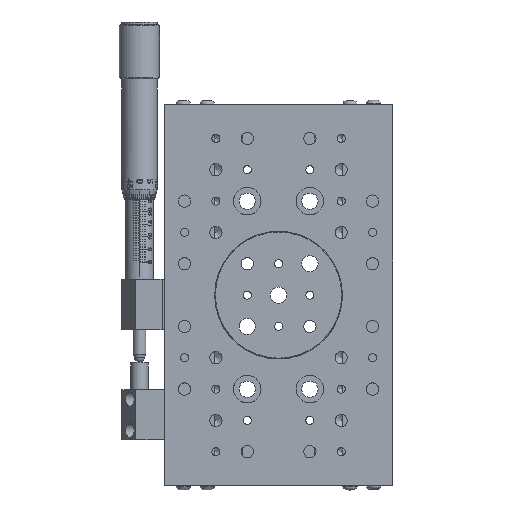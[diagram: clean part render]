
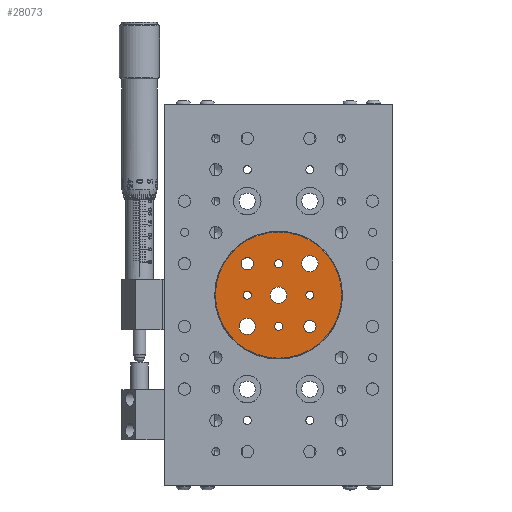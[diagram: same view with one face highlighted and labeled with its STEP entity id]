
A CAD part, top view. The second image highlights one B-rep face of the part: STEP entity #28073.
In plain terms, the highlighted planar face has unit normal (0, 0, 1).
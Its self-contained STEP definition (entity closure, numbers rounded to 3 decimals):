
#5921=PLANE($,#29949);
#6893=FACE_BOUND($,#9390,.T.);
#6894=FACE_BOUND($,#9391,.T.);
#6895=FACE_BOUND($,#9392,.T.);
#6896=FACE_BOUND($,#9393,.T.);
#6897=FACE_BOUND($,#9394,.T.);
#6898=FACE_BOUND($,#9395,.T.);
#6899=FACE_BOUND($,#9396,.T.);
#6900=FACE_BOUND($,#9397,.T.);
#6901=FACE_BOUND($,#9398,.T.);
#6902=FACE_BOUND($,#9399,.T.);
#9390=EDGE_LOOP($,(#19833));
#9391=EDGE_LOOP($,(#19834));
#9392=EDGE_LOOP($,(#19835));
#9393=EDGE_LOOP($,(#19836));
#9394=EDGE_LOOP($,(#19837));
#9395=EDGE_LOOP($,(#19838));
#9396=EDGE_LOOP($,(#19839));
#9397=EDGE_LOOP($,(#19840));
#9398=EDGE_LOOP($,(#19841));
#9399=EDGE_LOOP($,(#19842));
#11600=CIRCLE($,#29912,1.621);
#11601=CIRCLE($,#29914,1.621);
#11602=CIRCLE($,#29916,1.621);
#11603=CIRCLE($,#29918,1.621);
#11604=CIRCLE($,#29920,2.459);
#11605=CIRCLE($,#29922,2.459);
#11608=CIRCLE($,#29928,3.25);
#11611=CIRCLE($,#29934,3.25);
#11614=CIRCLE($,#29940,3.25);
#11618=CIRCLE($,#29947,25.2);
#12432=VERTEX_POINT($,#38554);
#12433=VERTEX_POINT($,#38557);
#12434=VERTEX_POINT($,#38560);
#12435=VERTEX_POINT($,#38563);
#12436=VERTEX_POINT($,#38566);
#12437=VERTEX_POINT($,#38569);
#12440=VERTEX_POINT($,#38578);
#12443=VERTEX_POINT($,#38587);
#12446=VERTEX_POINT($,#38596);
#12450=VERTEX_POINT($,#38607);
#15445=EDGE_CURVE($,#12432,#12432,#11600,.T.);
#15446=EDGE_CURVE($,#12433,#12433,#11601,.T.);
#15447=EDGE_CURVE($,#12434,#12434,#11602,.T.);
#15448=EDGE_CURVE($,#12435,#12435,#11603,.T.);
#15449=EDGE_CURVE($,#12436,#12436,#11604,.T.);
#15450=EDGE_CURVE($,#12437,#12437,#11605,.T.);
#15453=EDGE_CURVE($,#12440,#12440,#11608,.T.);
#15456=EDGE_CURVE($,#12443,#12443,#11611,.T.);
#15459=EDGE_CURVE($,#12446,#12446,#11614,.T.);
#15463=EDGE_CURVE($,#12450,#12450,#11618,.T.);
#19833=ORIENTED_EDGE($,*,*,#15445,.T.);
#19834=ORIENTED_EDGE($,*,*,#15446,.T.);
#19835=ORIENTED_EDGE($,*,*,#15447,.T.);
#19836=ORIENTED_EDGE($,*,*,#15448,.T.);
#19837=ORIENTED_EDGE($,*,*,#15449,.T.);
#19838=ORIENTED_EDGE($,*,*,#15450,.T.);
#19839=ORIENTED_EDGE($,*,*,#15453,.T.);
#19840=ORIENTED_EDGE($,*,*,#15456,.T.);
#19841=ORIENTED_EDGE($,*,*,#15459,.T.);
#19842=ORIENTED_EDGE($,*,*,#15463,.F.);
#28073=ADVANCED_FACE($,(#6893,#6894,#6895,#6896,#6897,#6898,#6899,#6900,
#6901,#6902),#5921,.T.);
#29912=AXIS2_PLACEMENT_3D($,#38555,#32376,#32377);
#29914=AXIS2_PLACEMENT_3D($,#38558,#32380,#32381);
#29916=AXIS2_PLACEMENT_3D($,#38561,#32384,#32385);
#29918=AXIS2_PLACEMENT_3D($,#38564,#32388,#32389);
#29920=AXIS2_PLACEMENT_3D($,#38567,#32392,#32393);
#29922=AXIS2_PLACEMENT_3D($,#38570,#32396,#32397);
#29928=AXIS2_PLACEMENT_3D($,#38579,#32408,#32409);
#29934=AXIS2_PLACEMENT_3D($,#38588,#32420,#32421);
#29940=AXIS2_PLACEMENT_3D($,#38597,#32432,#32433);
#29947=AXIS2_PLACEMENT_3D($,#38608,#32446,#32447);
#29949=AXIS2_PLACEMENT_3D($,#38611,#32450,#32451);
#32376=DIRECTION('center_axis',(0.,0.,
-1.));
#32377=DIRECTION('ref_axis',(-1.,0.,0.));
#32380=DIRECTION('center_axis',(0.,0.,
-1.));
#32381=DIRECTION('ref_axis',(-1.,0.,0.));
#32384=DIRECTION('center_axis',(0.,0.,
-1.));
#32385=DIRECTION('ref_axis',(-1.,0.,0.));
#32388=DIRECTION('center_axis',(0.,0.,
-1.));
#32389=DIRECTION('ref_axis',(-1.,0.,0.));
#32392=DIRECTION('center_axis',(0.,0.,
-1.));
#32393=DIRECTION('ref_axis',(-1.,0.,0.));
#32396=DIRECTION('center_axis',(0.,0.,
-1.));
#32397=DIRECTION('ref_axis',(-1.,0.,0.));
#32408=DIRECTION('center_axis',(0.,0.,
-1.));
#32409=DIRECTION('ref_axis',(-1.,0.,0.));
#32420=DIRECTION('center_axis',(0.,0.,
-1.));
#32421=DIRECTION('ref_axis',(-1.,0.,0.));
#32432=DIRECTION('center_axis',(0.,0.,
-1.));
#32433=DIRECTION('ref_axis',(-1.,0.,0.));
#32446=DIRECTION('center_axis',(0.,0.,
-1.));
#32447=DIRECTION('ref_axis',(0.,-1.,0.));
#32450=DIRECTION('center_axis',(0.,0.,
1.));
#32451=DIRECTION('ref_axis',(1.,0.,0.));
#38554=CARTESIAN_POINT('',(16.5,-30.032,26.4));
#38555=CARTESIAN_POINT('Origin',(14.879,-30.032,26.4));
#38557=CARTESIAN_POINT('',(41.5,-30.032,26.4));
#38558=CARTESIAN_POINT('Origin',(39.879,-30.032,26.4));
#38560=CARTESIAN_POINT('',(29.,-17.532,26.4));
#38561=CARTESIAN_POINT('Origin',(27.379,-17.532,26.4));
#38563=CARTESIAN_POINT('',(29.,-42.532,26.4));
#38564=CARTESIAN_POINT('Origin',(27.379,-42.532,26.4));
#38566=CARTESIAN_POINT('',(17.337,-17.532,26.4));
#38567=CARTESIAN_POINT('Origin',(14.879,-17.532,26.4));
#38569=CARTESIAN_POINT('',(42.337,-42.532,26.4));
#38570=CARTESIAN_POINT('Origin',(39.879,-42.532,26.4));
#38578=CARTESIAN_POINT('',(18.129,-42.532,26.4));
#38579=CARTESIAN_POINT('Origin',(14.879,-42.532,26.4));
#38587=CARTESIAN_POINT('',(30.629,-30.032,26.4));
#38588=CARTESIAN_POINT('Origin',(27.379,-30.032,26.4));
#38596=CARTESIAN_POINT('',(43.129,-17.532,26.4));
#38597=CARTESIAN_POINT('Origin',(39.879,-17.532,26.4));
#38607=CARTESIAN_POINT('',(27.379,-4.832,26.4));
#38608=CARTESIAN_POINT('Origin',(27.379,-30.032,26.4));
#38611=CARTESIAN_POINT('Origin',(27.379,-17.332,26.4));
